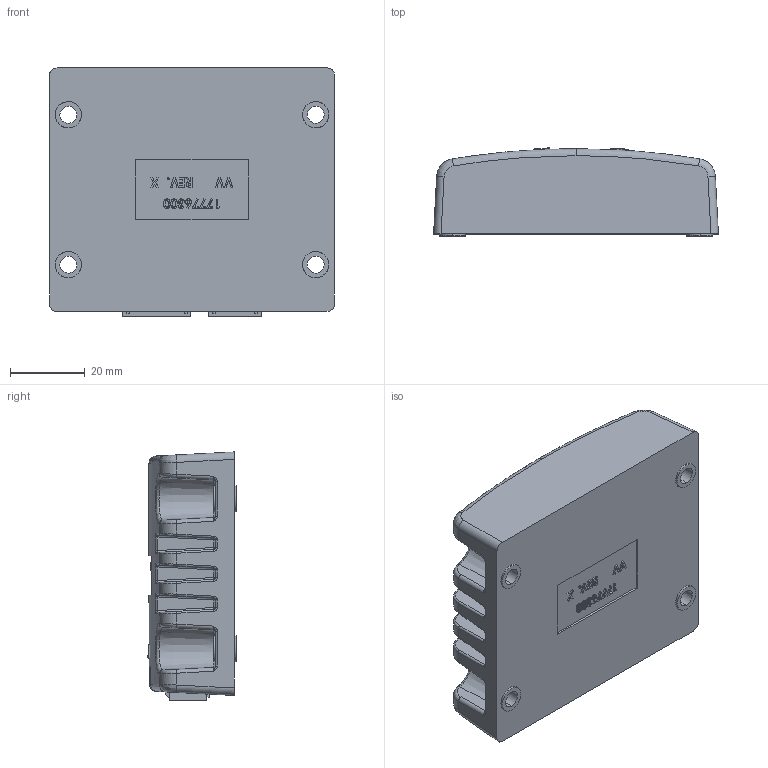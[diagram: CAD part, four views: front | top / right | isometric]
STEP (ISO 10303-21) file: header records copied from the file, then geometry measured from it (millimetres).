
FILE_DESCRIPTION (( 'STEP AP214' ), '1' );
FILE_NAME ('1360_CAN_ISOLATOR.STEP', '2023-08-15T12:02:26', ( '' ), ( '' ), 'SwSTEP 2.0', 'SolidWorks 2022', '' );
FILE_SCHEMA (( 'AUTOMOTIVE_DESIGN' ));
Length unit declared in the file: millimetre
Products named in the file (9): 1360_CAN_ISOLATOR; 17776300_REVA; c-1-770970-1-e-3d; c-770969-2-e-3d; 17776200r1_updated_routed; 17776400-XX_REVC; 17776301_REVA; label_curved
Assembly tree (11 placements, depth 4):
  1360_CAN_ISOLATOR
    label_curved
    17776400-XX_REVC
      17776300_REVA
      17776200r1_updated_routed
        17776200r1_updated_routed
        c-1-770970-1-e-3d
        c-770969-2-e-3d
      17776301_REVA  x4
Bounding box: 76 x 23.52 x 66.22 mm (x, y, z)
Volume: 98326.6 mm3; surface area: 31741.6 mm2
Topology: 9 solids, 9 shells, 1454 faces, 5246 edges, 3896 vertices
Faces by surface type: plane 571, cylinder 551, bspline 244, cone 40, torus 36, sphere 12
Entity records: 71183 total; most frequent: CARTESIAN_POINT 28304, ORIENTED_EDGE 10236, DIRECTION 6187, EDGE_CURVE 5118, VERTEX_POINT 3836, AXIS2_PLACEMENT_3D 2129, B_SPLINE_CURVE_WITH_KNOTS 1971, VECTOR 1929
